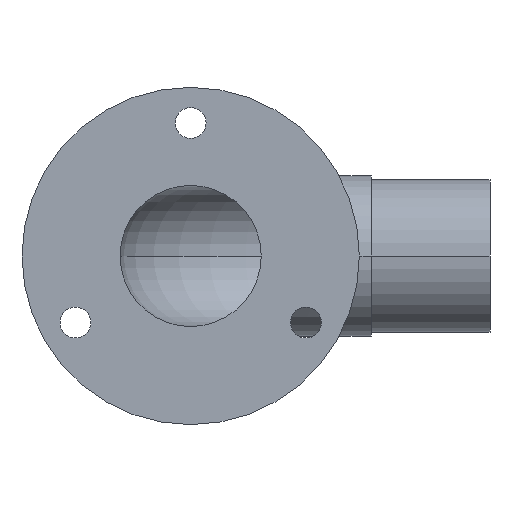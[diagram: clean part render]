
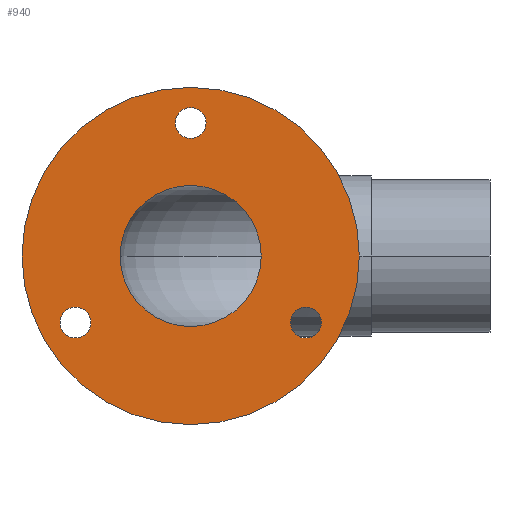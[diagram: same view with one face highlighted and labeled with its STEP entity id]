
A CAD part, front view. The second image highlights one B-rep face of the part: STEP entity #940.
In plain terms, the highlighted planar face has unit normal (0, -1, 0).
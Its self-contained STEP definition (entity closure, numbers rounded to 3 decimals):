
#4 = ORIENTED_EDGE ( 'NONE', *, *, #769, .F. ) ;
#5 = CARTESIAN_POINT ( 'NONE',  ( 0., 0., 35.5 ) ) ;
#21 = AXIS2_PLACEMENT_3D ( 'NONE', #319, #889, #225 ) ;
#29 = AXIS2_PLACEMENT_3D ( 'NONE', #533, #380, #193 ) ;
#40 = ORIENTED_EDGE ( 'NONE', *, *, #686, .F. ) ;
#53 = ORIENTED_EDGE ( 'NONE', *, *, #422, .T. ) ;
#57 = EDGE_CURVE ( 'NONE', #1133, #1167, #1083, .T. ) ;
#65 = DIRECTION ( 'NONE',  ( 0., 0., 1. ) ) ;
#76 = CARTESIAN_POINT ( 'NONE',  ( 0., 0., 24.75 ) ) ;
#85 = VERTEX_POINT ( 'NONE', #454 ) ;
#99 = CARTESIAN_POINT ( 'NONE',  ( 0., 0., -14.85 ) ) ;
#108 = DIRECTION ( 'NONE',  ( -0.866, 0., 0.5 ) ) ;
#139 = CIRCLE ( 'NONE', #340, 3.25 ) ;
#144 = DIRECTION ( 'NONE',  ( 0., 0., -1. ) ) ;
#153 = DIRECTION ( 'NONE',  ( 0., 0., -1. ) ) ;
#161 = CIRCLE ( 'NONE', #873, 3.25 ) ;
#162 = ORIENTED_EDGE ( 'NONE', *, *, #351, .F. ) ;
#163 = FACE_BOUND ( 'NONE', #413, .T. ) ;
#193 = DIRECTION ( 'NONE',  ( 0., 0., -1. ) ) ;
#199 = CARTESIAN_POINT ( 'NONE',  ( 0., 0., 28. ) ) ;
#206 = DIRECTION ( 'NONE',  ( 0.866, 0., 0.5 ) ) ;
#212 = DIRECTION ( 'NONE',  ( 0., -1., 0. ) ) ;
#225 = DIRECTION ( 'NONE',  ( 0., 0., -1. ) ) ;
#243 = CIRCLE ( 'NONE', #1070, 3.25 ) ;
#253 = FACE_OUTER_BOUND ( 'NONE', #384, .T. ) ;
#262 = AXIS2_PLACEMENT_3D ( 'NONE', #965, #972, #424 ) ;
#288 = CIRCLE ( 'NONE', #365, 3.25 ) ;
#302 = EDGE_LOOP ( 'NONE', ( #844, #616 ) ) ;
#307 = CIRCLE ( 'NONE', #816, 3.25 ) ;
#319 = CARTESIAN_POINT ( 'NONE',  ( 0., 0., 0. ) ) ;
#320 = ORIENTED_EDGE ( 'NONE', *, *, #469, .T. ) ;
#328 = CARTESIAN_POINT ( 'NONE',  ( -21.434, 0., -12.375 ) ) ;
#340 = AXIS2_PLACEMENT_3D ( 'NONE', #387, #1027, #206 ) ;
#351 = EDGE_CURVE ( 'NONE', #733, #85, #139, .T. ) ;
#358 = DIRECTION ( 'NONE',  ( 0., 0., -1. ) ) ;
#362 = CIRCLE ( 'NONE', #809, 35.5 ) ;
#365 = AXIS2_PLACEMENT_3D ( 'NONE', #199, #723, #546 ) ;
#373 = CARTESIAN_POINT ( 'NONE',  ( 0., 0., -35.5 ) ) ;
#380 = DIRECTION ( 'NONE',  ( 0., -1., 0. ) ) ;
#384 = EDGE_LOOP ( 'NONE', ( #320, #53 ) ) ;
#387 = CARTESIAN_POINT ( 'NONE',  ( -24.249, 0., -14. ) ) ;
#401 = VERTEX_POINT ( 'NONE', #1071 ) ;
#413 = EDGE_LOOP ( 'NONE', ( #40, #764 ) ) ;
#422 = EDGE_CURVE ( 'NONE', #951, #1078, #522, .T. ) ;
#424 = DIRECTION ( 'NONE',  ( -0.866, 0., 0.5 ) ) ;
#428 = ORIENTED_EDGE ( 'NONE', *, *, #1011, .F. ) ;
#440 = FACE_BOUND ( 'NONE', #670, .T. ) ;
#454 = CARTESIAN_POINT ( 'NONE',  ( -27.063, 0., -15.625 ) ) ;
#469 = EDGE_CURVE ( 'NONE', #1078, #951, #362, .T. ) ;
#509 = FACE_BOUND ( 'NONE', #302, .T. ) ;
#521 = CARTESIAN_POINT ( 'NONE',  ( 0., 0., 28. ) ) ;
#522 = CIRCLE ( 'NONE', #21, 35.5 ) ;
#533 = CARTESIAN_POINT ( 'NONE',  ( 0., 0., 0. ) ) ;
#546 = DIRECTION ( 'NONE',  ( 0., 0., -1. ) ) ;
#580 = CARTESIAN_POINT ( 'NONE',  ( 0., 0., 0. ) ) ;
#609 = CIRCLE ( 'NONE', #720, 14.85 ) ;
#616 = ORIENTED_EDGE ( 'NONE', *, *, #624, .F. ) ;
#624 = EDGE_CURVE ( 'NONE', #1167, #1133, #243, .T. ) ;
#635 = DIRECTION ( 'NONE',  ( 0., -1., 0. ) ) ;
#670 = EDGE_LOOP ( 'NONE', ( #778, #428 ) ) ;
#677 = VERTEX_POINT ( 'NONE', #860 ) ;
#686 = EDGE_CURVE ( 'NONE', #1053, #677, #609, .T. ) ;
#702 = CIRCLE ( 'NONE', #29, 14.85 ) ;
#720 = AXIS2_PLACEMENT_3D ( 'NONE', #580, #865, #144 ) ;
#723 = DIRECTION ( 'NONE',  ( 0., -1., 0. ) ) ;
#733 = VERTEX_POINT ( 'NONE', #328 ) ;
#764 = ORIENTED_EDGE ( 'NONE', *, *, #1003, .F. ) ;
#769 = EDGE_CURVE ( 'NONE', #85, #733, #161, .T. ) ;
#778 = ORIENTED_EDGE ( 'NONE', *, *, #877, .F. ) ;
#796 = DIRECTION ( 'NONE',  ( 0., -1., 0. ) ) ;
#801 = DIRECTION ( 'NONE',  ( 0., -1., 0. ) ) ;
#809 = AXIS2_PLACEMENT_3D ( 'NONE', #1077, #801, #358 ) ;
#812 = CARTESIAN_POINT ( 'NONE',  ( 21.434, 0., -12.375 ) ) ;
#816 = AXIS2_PLACEMENT_3D ( 'NONE', #521, #796, #153 ) ;
#844 = ORIENTED_EDGE ( 'NONE', *, *, #57, .F. ) ;
#846 = VERTEX_POINT ( 'NONE', #76 ) ;
#847 = DIRECTION ( 'NONE',  ( 0.866, 0., 0.5 ) ) ;
#860 = CARTESIAN_POINT ( 'NONE',  ( 0., 0., 14.85 ) ) ;
#865 = DIRECTION ( 'NONE',  ( 0., -1., 0. ) ) ;
#871 = DIRECTION ( 'NONE',  ( 0., 1., 0. ) ) ;
#873 = AXIS2_PLACEMENT_3D ( 'NONE', #952, #212, #847 ) ;
#877 = EDGE_CURVE ( 'NONE', #846, #401, #307, .T. ) ;
#889 = DIRECTION ( 'NONE',  ( 0., -1., 0. ) ) ;
#906 = CARTESIAN_POINT ( 'NONE',  ( 27.063, 0., -15.625 ) ) ;
#933 = AXIS2_PLACEMENT_3D ( 'NONE', #963, #871, #65 ) ;
#940 = ADVANCED_FACE ( 'NONE', ( #1076, #509, #163, #253, #440 ), #1168, .F. ) ;
#951 = VERTEX_POINT ( 'NONE', #5 ) ;
#952 = CARTESIAN_POINT ( 'NONE',  ( -24.249, 0., -14. ) ) ;
#963 = CARTESIAN_POINT ( 'NONE',  ( -14.85, 0., 0. ) ) ;
#965 = CARTESIAN_POINT ( 'NONE',  ( 24.249, 0., -14. ) ) ;
#972 = DIRECTION ( 'NONE',  ( 0., -1., 0. ) ) ;
#1003 = EDGE_CURVE ( 'NONE', #677, #1053, #702, .T. ) ;
#1011 = EDGE_CURVE ( 'NONE', #401, #846, #288, .T. ) ;
#1027 = DIRECTION ( 'NONE',  ( 0., -1., 0. ) ) ;
#1046 = EDGE_LOOP ( 'NONE', ( #162, #4 ) ) ;
#1053 = VERTEX_POINT ( 'NONE', #99 ) ;
#1070 = AXIS2_PLACEMENT_3D ( 'NONE', #1096, #635, #108 ) ;
#1071 = CARTESIAN_POINT ( 'NONE',  ( 0., 0., 31.25 ) ) ;
#1076 = FACE_BOUND ( 'NONE', #1046, .T. ) ;
#1077 = CARTESIAN_POINT ( 'NONE',  ( 0., 0., 0. ) ) ;
#1078 = VERTEX_POINT ( 'NONE', #373 ) ;
#1083 = CIRCLE ( 'NONE', #262, 3.25 ) ;
#1096 = CARTESIAN_POINT ( 'NONE',  ( 24.249, 0., -14. ) ) ;
#1133 = VERTEX_POINT ( 'NONE', #812 ) ;
#1167 = VERTEX_POINT ( 'NONE', #906 ) ;
#1168 = PLANE ( 'NONE',  #933 ) ;
